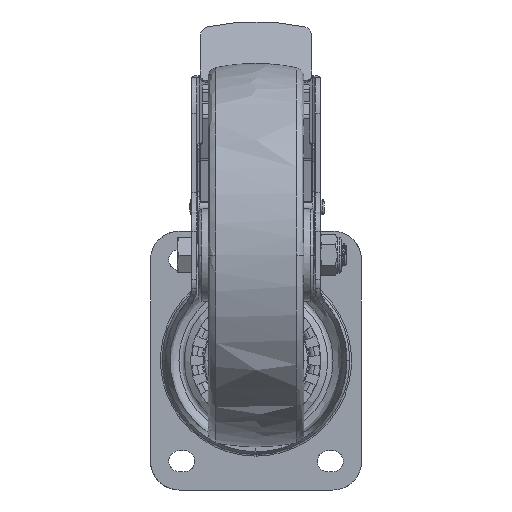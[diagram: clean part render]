
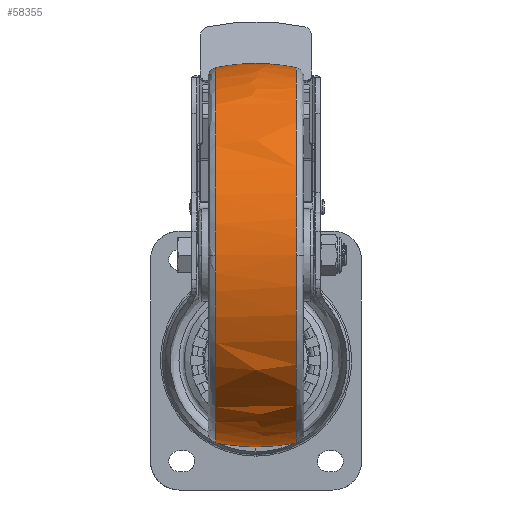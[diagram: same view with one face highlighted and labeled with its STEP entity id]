
A CAD part, front view. The second image highlights one B-rep face of the part: STEP entity #58355.
In plain terms, the highlighted free-form (B-spline) face has degree [3, 3] with [4, 4] control points.
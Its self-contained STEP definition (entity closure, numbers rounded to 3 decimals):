
#1004 = VERTEX_POINT ( 'NONE', #20202 ) ;
#2485 = EDGE_CURVE ( 'NONE', #26397, #4051, #61782, .T. ) ;
#3088 = ORIENTED_EDGE ( 'NONE', *, *, #67455, .F. ) ;
#3548 = AXIS2_PLACEMENT_3D ( 'NONE', #8454, #7717, #23877 ) ;
#4051 = VERTEX_POINT ( 'NONE', #59078 ) ;
#5728 = ORIENTED_EDGE ( 'NONE', *, *, #2485, .F. ) ;
#6512 = CARTESIAN_POINT ( 'NONE',  ( 21.053, -116., -42.759 ) ) ;
#7503 = AXIS2_PLACEMENT_3D ( 'NONE', #67791, #21166, #56482 ) ;
#7717 = DIRECTION ( 'NONE',  ( 0., 1., 0. ) ) ;
#8325 = CIRCLE ( 'NONE', #3548, 100. ) ;
#8454 = CARTESIAN_POINT ( 'NONE',  ( 0., -116., 55. ) ) ;
#10342 = CARTESIAN_POINT ( 'NONE',  ( 200., -516., -45. ) ) ;
#10694 = CARTESIAN_POINT ( 'NONE',  ( 0., -116., 155. ) ) ;
#11799 = CARTESIAN_POINT ( 'NONE',  ( 200., -516., 155. ) ) ;
#13690 = ORIENTED_EDGE ( 'NONE', *, *, #36558, .F. ) ;
#15284 = EDGE_CURVE ( 'NONE', #17145, #38229, #67665, .T. ) ;
#15983 = CARTESIAN_POINT ( 'NONE',  ( -200., -516., 155. ) ) ;
#16353 = CARTESIAN_POINT ( 'NONE',  ( 0., -116., -45. ) ) ;
#16705 = CARTESIAN_POINT ( 'NONE',  ( 0., -116., -45. ) ) ;
#16766 = CARTESIAN_POINT ( 'NONE',  ( -21.053, -213.759, 112.266 ) ) ;
#16991 =( BOUNDED_CURVE ( )  B_SPLINE_CURVE ( 3, ( #68562, #18141, #70069, #6512 ),
 .UNSPECIFIED., .F., .F. ) 
 B_SPLINE_CURVE_WITH_KNOTS ( ( 4, 4 ),
 ( 0., 1. ),
 .UNSPECIFIED. ) 
 CURVE ( )  GEOMETRIC_REPRESENTATION_ITEM ( )  RATIONAL_B_SPLINE_CURVE ( ( 1., 0.805, 0.805, 1. ) ) 
 REPRESENTATION_ITEM ( '' )  );
#17145 = VERTEX_POINT ( 'NONE', #61841 ) ;
#18141 = CARTESIAN_POINT ( 'NONE',  ( 21.053, -213.759, -2.266 ) ) ;
#19958 = ORIENTED_EDGE ( 'NONE', *, *, #49420, .F. ) ;
#20202 = CARTESIAN_POINT ( 'NONE',  ( 21.053, -116., -42.759 ) ) ;
#21166 = DIRECTION ( 'NONE',  ( 0., -1., 0. ) ) ;
#22709 = CARTESIAN_POINT ( 'NONE',  ( 0., -116., -45. ) ) ;
#23086 = CARTESIAN_POINT ( 'NONE',  ( 200., -116., -45. ) ) ;
#23573 = VERTEX_POINT ( 'NONE', #40142 ) ;
#23877 = DIRECTION ( 'NONE',  ( 0., 0., 1. ) ) ;
#24937 = DIRECTION ( 'NONE',  ( 0., 0., 1. ) ) ;
#25542 = CIRCLE ( 'NONE', #7503, 100. ) ;
#26397 = VERTEX_POINT ( 'NONE', #67166 ) ;
#26426 = DIRECTION ( 'NONE',  ( 0., 1., 0. ) ) ;
#27564 = ORIENTED_EDGE ( 'NONE', *, *, #66850, .T. ) ;
#28801 =( BOUNDED_CURVE ( )  B_SPLINE_CURVE ( 3, ( #58156, #57768, #64172, #39743 ),
 .UNSPECIFIED., .F., .F. ) 
 B_SPLINE_CURVE_WITH_KNOTS ( ( 4, 4 ),
 ( 0., 1. ),
 .UNSPECIFIED. ) 
 CURVE ( )  GEOMETRIC_REPRESENTATION_ITEM ( )  RATIONAL_B_SPLINE_CURVE ( ( 1., 0.805, 0.805, 1. ) ) 
 REPRESENTATION_ITEM ( '' )  );
#32218 = CARTESIAN_POINT ( 'NONE',  ( -21.053, -116., 152.759 ) ) ;
#32908 = ORIENTED_EDGE ( 'NONE', *, *, #15284, .T. ) ;
#34007 = CARTESIAN_POINT ( 'NONE',  ( 200., -116., 155. ) ) ;
#36558 = EDGE_CURVE ( 'NONE', #23573, #26397, #8325, .T. ) ;
#37339 = CIRCLE ( 'NONE', #68580, 100. ) ;
#37867 = CARTESIAN_POINT ( 'NONE',  ( 21.053, -173.266, 152.759 ) ) ;
#38221 = CARTESIAN_POINT ( 'NONE',  ( 21.053, -213.759, 55. ) ) ;
#38229 = VERTEX_POINT ( 'NONE', #72697 ) ;
#38925 = CARTESIAN_POINT ( 'NONE',  ( -200., -516., -45. ) ) ;
#39641 = CARTESIAN_POINT ( 'NONE',  ( 0., -116., -45. ) ) ;
#39743 = CARTESIAN_POINT ( 'NONE',  ( -21.053, -213.759, 55. ) ) ;
#40055 = DIRECTION ( 'NONE',  ( 0., -1., 0. ) ) ;
#40142 = CARTESIAN_POINT ( 'NONE',  ( 0., -116., 155. ) ) ;
#42924 =( BOUNDED_SURFACE ( )  B_SPLINE_SURFACE ( 3, 3, ( 
 ( #61865, #10694, #63324, #44559 ),
 ( #68237, #15983, #11799, #34007 ),
 ( #73158, #38925, #10342, #23086 ),
 ( #16705, #39641, #22709, #16353 ) ),
 .UNSPECIFIED., .F., .F., .F. ) 
 B_SPLINE_SURFACE_WITH_KNOTS ( ( 4, 4 ),
 ( 4, 4 ),
 ( 0., 1. ),
 ( 0., 1. ),
 .UNSPECIFIED. ) 
 GEOMETRIC_REPRESENTATION_ITEM ( )  RATIONAL_B_SPLINE_SURFACE ( (
 ( 1., 0.333, 0.333, 1.),
 ( 0.333, 0.111, 0.111, 0.333),
 ( 0.333, 0.111, 0.111, 0.333),
 ( 1., 0.333, 0.333, 1.) ) ) 
 REPRESENTATION_ITEM ( '' )  SURFACE ( )  );
#43361 = CARTESIAN_POINT ( 'NONE',  ( 0., -116., 55. ) ) ;
#43375 = CARTESIAN_POINT ( 'NONE',  ( -21.053, -213.759, 55. ) ) ;
#43887 = CARTESIAN_POINT ( 'NONE',  ( -21.053, -173.266, 152.759 ) ) ;
#44559 = CARTESIAN_POINT ( 'NONE',  ( 0., -116., 155. ) ) ;
#45327 = DIRECTION ( 'NONE',  ( 0., 0., 1. ) ) ;
#46855 = EDGE_LOOP ( 'NONE', ( #13690, #27564, #3088, #19958, #32908, #74315, #62236, #5728 ) ) ;
#49420 = EDGE_CURVE ( 'NONE', #17145, #61669, #28801, .T. ) ;
#52006 = AXIS2_PLACEMENT_3D ( 'NONE', #61901, #40055, #45327 ) ;
#56482 = DIRECTION ( 'NONE',  ( 0., 0., 1. ) ) ;
#57768 = CARTESIAN_POINT ( 'NONE',  ( -21.053, -173.266, -42.759 ) ) ;
#58156 = CARTESIAN_POINT ( 'NONE',  ( -21.053, -116., -42.759 ) ) ;
#58355 = ADVANCED_FACE ( 'NONE', ( #73897 ), #42924, .T. ) ;
#59078 = CARTESIAN_POINT ( 'NONE',  ( 21.053, -213.759, 55. ) ) ;
#60424 = CARTESIAN_POINT ( 'NONE',  ( 21.053, -213.759, 112.266 ) ) ;
#61669 = VERTEX_POINT ( 'NONE', #43375 ) ;
#61782 =( BOUNDED_CURVE ( )  B_SPLINE_CURVE ( 3, ( #67582, #37867, #60424, #38221 ),
 .UNSPECIFIED., .F., .F. ) 
 B_SPLINE_CURVE_WITH_KNOTS ( ( 4, 4 ),
 ( 0., 1. ),
 .UNSPECIFIED. ) 
 CURVE ( )  GEOMETRIC_REPRESENTATION_ITEM ( )  RATIONAL_B_SPLINE_CURVE ( ( 1., 0.805, 0.805, 1. ) ) 
 REPRESENTATION_ITEM ( '' )  );
#61841 = CARTESIAN_POINT ( 'NONE',  ( -21.053, -116., -42.759 ) ) ;
#61865 = CARTESIAN_POINT ( 'NONE',  ( 0., -116., 155. ) ) ;
#61901 = CARTESIAN_POINT ( 'NONE',  ( 0., -116., 55. ) ) ;
#62236 = ORIENTED_EDGE ( 'NONE', *, *, #74278, .F. ) ;
#62531 = EDGE_CURVE ( 'NONE', #1004, #38229, #37339, .T. ) ;
#63324 = CARTESIAN_POINT ( 'NONE',  ( 0., -116., 155. ) ) ;
#64052 = CARTESIAN_POINT ( 'NONE',  ( -21.053, -116., 152.759 ) ) ;
#64172 = CARTESIAN_POINT ( 'NONE',  ( -21.053, -213.759, -2.266 ) ) ;
#66850 = EDGE_CURVE ( 'NONE', #23573, #69380, #25542, .T. ) ;
#67166 = CARTESIAN_POINT ( 'NONE',  ( 21.053, -116., 152.759 ) ) ;
#67455 = EDGE_CURVE ( 'NONE', #61669, #69380, #74107, .T. ) ;
#67582 = CARTESIAN_POINT ( 'NONE',  ( 21.053, -116., 152.759 ) ) ;
#67665 = CIRCLE ( 'NONE', #52006, 100. ) ;
#67791 = CARTESIAN_POINT ( 'NONE',  ( 0., -116., 55. ) ) ;
#68237 = CARTESIAN_POINT ( 'NONE',  ( -200., -116., 155. ) ) ;
#68299 = CARTESIAN_POINT ( 'NONE',  ( -21.053, -213.759, 55. ) ) ;
#68562 = CARTESIAN_POINT ( 'NONE',  ( 21.053, -213.759, 55. ) ) ;
#68580 = AXIS2_PLACEMENT_3D ( 'NONE', #43361, #26426, #24937 ) ;
#69380 = VERTEX_POINT ( 'NONE', #64052 ) ;
#70069 = CARTESIAN_POINT ( 'NONE',  ( 21.053, -173.266, -42.759 ) ) ;
#72697 = CARTESIAN_POINT ( 'NONE',  ( 0., -116., -45. ) ) ;
#73158 = CARTESIAN_POINT ( 'NONE',  ( -200., -116., -45. ) ) ;
#73897 = FACE_OUTER_BOUND ( 'NONE', #46855, .T. ) ;
#74107 =( BOUNDED_CURVE ( )  B_SPLINE_CURVE ( 3, ( #68299, #16766, #43887, #32218 ),
 .UNSPECIFIED., .F., .F. ) 
 B_SPLINE_CURVE_WITH_KNOTS ( ( 4, 4 ),
 ( 0., 1. ),
 .UNSPECIFIED. ) 
 CURVE ( )  GEOMETRIC_REPRESENTATION_ITEM ( )  RATIONAL_B_SPLINE_CURVE ( ( 1., 0.805, 0.805, 1. ) ) 
 REPRESENTATION_ITEM ( '' )  );
#74278 = EDGE_CURVE ( 'NONE', #4051, #1004, #16991, .T. ) ;
#74315 = ORIENTED_EDGE ( 'NONE', *, *, #62531, .F. ) ;
